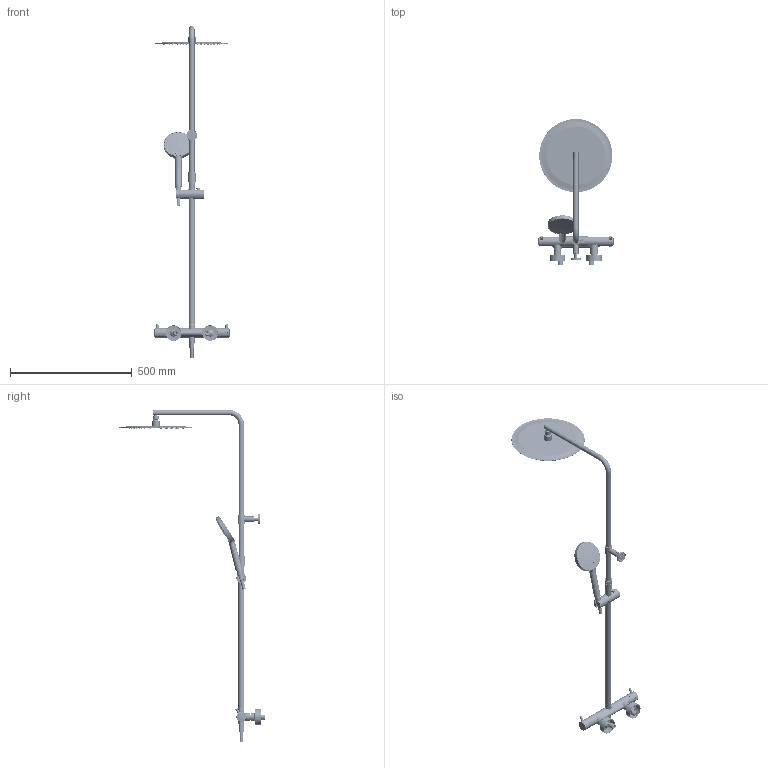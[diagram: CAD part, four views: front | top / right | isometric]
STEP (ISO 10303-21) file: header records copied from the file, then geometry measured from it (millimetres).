
FILE_DESCRIPTION(('CATIA V5 STEP Exchange','CAx-IF Rec.Pracs.--- Model Styling and Organization---1.5--- 2016-08-15','CAx-IF Rec.Pracs.---Supplemental Geometry---1.0---2011-11-01','CAx-IF Rec.Pracs.--- Composite Materials ---3.4---2017-06-13','CAx-IF Rec.Pracs.---Tessellated 3D Geometry---1.0---2015-12-17'),'2;1');
FILE_NAME('K2C8401D.stp','2026-03-20T08:38:09+00:00',('none'),('none'),'CATIA Version 5-6 Release 2020 SP3','CATIA V5 STEP AP242 v2','none');
FILE_SCHEMA(('AP242_MANAGED_MODEL_BASED_3D_ENGINEERING_MIM_LF {1 0 10303 442 1 1 4}'));
Products named in the file (1): K2C8401D
Bounding box: 309.5 x 596 x 1360.77 mm (x, y, z)
Volume: 668641.5 mm3; surface area: 873421.1 mm2
Topology: 138 solids, 177 shells, 6064 faces, 14863 edges, 9509 vertices
Faces by surface type: cylinder 1614, plane 1409, cone 1214, bspline 892, torus 733, sphere 88, revolution 86, extrusion 28
Entity records: 269438 total; most frequent: CARTESIAN_POINT 146276, ORIENTED_EDGE 29396, DIRECTION 16785, EDGE_CURVE 14797, VERTEX_POINT 9509, AXIS2_PLACEMENT_3D 9238, EDGE_LOOP 7296, ADVANCED_FACE 6063
